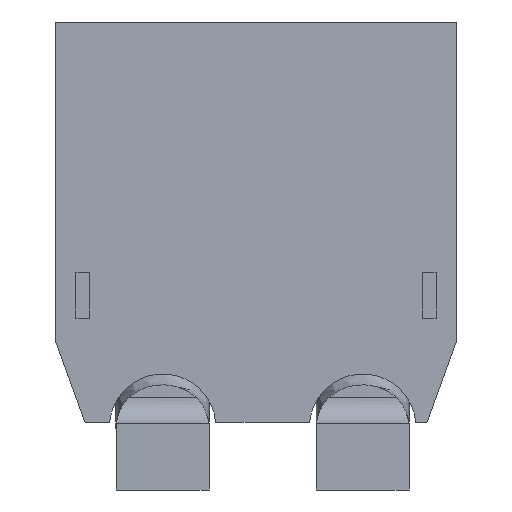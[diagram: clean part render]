
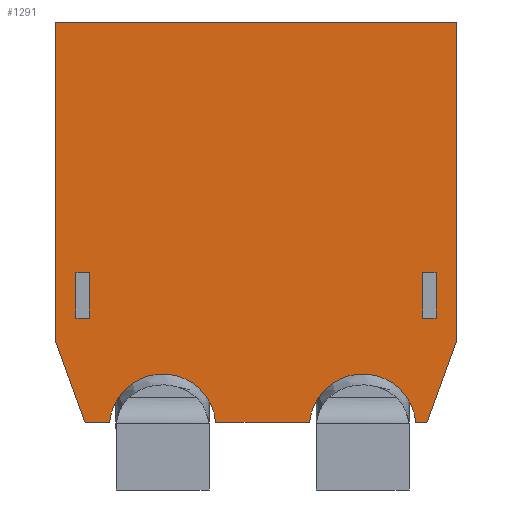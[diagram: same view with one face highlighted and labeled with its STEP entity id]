
A CAD part, front view. The second image highlights one B-rep face of the part: STEP entity #1291.
In plain terms, the highlighted planar face has unit normal (0, -1, 0).
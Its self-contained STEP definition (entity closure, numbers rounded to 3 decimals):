
#13 = VECTOR ( 'NONE', #359, 1000. ) ;
#32 = EDGE_CURVE ( 'NONE', #1368, #2310, #1564, .T. ) ;
#45 = DIRECTION ( 'NONE',  ( -1., 0., 0. ) ) ;
#60 = CARTESIAN_POINT ( 'NONE',  ( 0., 0., -5. ) ) ;
#72 = VECTOR ( 'NONE', #1222, 1000. ) ;
#100 = VECTOR ( 'NONE', #1364, 1000. ) ;
#121 = CARTESIAN_POINT ( 'NONE',  ( 13.75, 0., -1.1 ) ) ;
#157 = VECTOR ( 'NONE', #1018, 1000. ) ;
#164 = ORIENTED_EDGE ( 'NONE', *, *, #773, .F. ) ;
#166 = LINE ( 'NONE', #863, #2145 ) ;
#204 = CARTESIAN_POINT ( 'NONE',  ( 0., 0., -1.1 ) ) ;
#249 = CARTESIAN_POINT ( 'NONE',  ( 0., 0., 0.6 ) ) ;
#269 = VERTEX_POINT ( 'NONE', #1007 ) ;
#277 = FACE_BOUND ( 'NONE', #1231, .T. ) ;
#300 = CARTESIAN_POINT ( 'NONE',  ( 0., 0., 0.6 ) ) ;
#311 = CARTESIAN_POINT ( 'NONE',  ( 17.102, 0., 3.775 ) ) ;
#312 = VECTOR ( 'NONE', #2368, 1000. ) ;
#317 = EDGE_CURVE ( 'NONE', #2385, #269, #2462, .T. ) ;
#326 = CARTESIAN_POINT ( 'NONE',  ( 0.75, 0., 0. ) ) ;
#346 = VECTOR ( 'NONE', #1627, 1000. ) ;
#348 = EDGE_CURVE ( 'NONE', #2392, #2362, #526, .T. ) ;
#359 = DIRECTION ( 'NONE',  ( -1., 0., 0. ) ) ;
#384 = CARTESIAN_POINT ( 'NONE',  ( 2.01, 0., -5. ) ) ;
#386 = CARTESIAN_POINT ( 'NONE',  ( 0.75, 0., 0.6 ) ) ;
#398 = ORIENTED_EDGE ( 'NONE', *, *, #2478, .T. ) ;
#407 = LINE ( 'NONE', #311, #72 ) ;
#471 = VERTEX_POINT ( 'NONE', #1279 ) ;
#504 = CARTESIAN_POINT ( 'NONE',  ( 4., 0., -5.197 ) ) ;
#526 = LINE ( 'NONE', #60, #157 ) ;
#546 = CARTESIAN_POINT ( 'NONE',  ( 15., 0., 10. ) ) ;
#561 = VECTOR ( 'NONE', #920, 1000. ) ;
#594 = CIRCLE ( 'NONE', #2001, 2. ) ;
#644 = DIRECTION ( 'NONE',  ( 0., 0., 1. ) ) ;
#683 = VECTOR ( 'NONE', #45, 1000. ) ;
#748 = EDGE_CURVE ( 'NONE', #820, #471, #2263, .T. ) ;
#752 = VECTOR ( 'NONE', #1863, 1000. ) ;
#756 = PLANE ( 'NONE',  #1620 ) ;
#773 = EDGE_CURVE ( 'NONE', #2440, #965, #1208, .T. ) ;
#774 = VERTEX_POINT ( 'NONE', #1333 ) ;
#778 = ORIENTED_EDGE ( 'NONE', *, *, #32, .F. ) ;
#807 = EDGE_CURVE ( 'NONE', #965, #2392, #1152, .T. ) ;
#820 = VERTEX_POINT ( 'NONE', #384 ) ;
#826 = CARTESIAN_POINT ( 'NONE',  ( 0., 0., 10. ) ) ;
#863 = CARTESIAN_POINT ( 'NONE',  ( 13.75, 0., 0. ) ) ;
#902 = ORIENTED_EDGE ( 'NONE', *, *, #2124, .F. ) ;
#904 = EDGE_CURVE ( 'NONE', #1263, #471, #2140, .T. ) ;
#915 = ORIENTED_EDGE ( 'NONE', *, *, #1404, .T. ) ;
#920 = DIRECTION ( 'NONE',  ( 0., 0., 1. ) ) ;
#951 = FACE_BOUND ( 'NONE', #1472, .T. ) ;
#957 = ORIENTED_EDGE ( 'NONE', *, *, #904, .T. ) ;
#958 = DIRECTION ( 'NONE',  ( -1., 0., 0. ) ) ;
#965 = VERTEX_POINT ( 'NONE', #1821 ) ;
#967 = EDGE_CURVE ( 'NONE', #1002, #1562, #1509, .T. ) ;
#970 = CARTESIAN_POINT ( 'NONE',  ( -3.857, 0., 8.596 ) ) ;
#975 = CARTESIAN_POINT ( 'NONE',  ( 0., 0., -1.1 ) ) ;
#990 = ORIENTED_EDGE ( 'NONE', *, *, #748, .F. ) ;
#1002 = VERTEX_POINT ( 'NONE', #1420 ) ;
#1007 = CARTESIAN_POINT ( 'NONE',  ( 0., 0., 10. ) ) ;
#1018 = DIRECTION ( 'NONE',  ( -1., 0., 0. ) ) ;
#1082 = VERTEX_POINT ( 'NONE', #2463 ) ;
#1083 = LINE ( 'NONE', #326, #561 ) ;
#1099 = CARTESIAN_POINT ( 'NONE',  ( 13.75, 0., 0.6 ) ) ;
#1108 = VECTOR ( 'NONE', #1979, 1000. ) ;
#1133 = CARTESIAN_POINT ( 'NONE',  ( 1.25, 0., -1.1 ) ) ;
#1145 = EDGE_CURVE ( 'NONE', #1368, #1707, #1083, .T. ) ;
#1152 = CIRCLE ( 'NONE', #1771, 2. ) ;
#1165 = CARTESIAN_POINT ( 'NONE',  ( 0., 0., -5. ) ) ;
#1203 = FACE_OUTER_BOUND ( 'NONE', #2536, .T. ) ;
#1208 = LINE ( 'NONE', #1165, #1671 ) ;
#1222 = DIRECTION ( 'NONE',  ( 0.342, 0., 0.94 ) ) ;
#1231 = EDGE_LOOP ( 'NONE', ( #1729, #915, #902, #778 ) ) ;
#1247 = DIRECTION ( 'NONE',  ( 0., -1., 0. ) ) ;
#1261 = CARTESIAN_POINT ( 'NONE',  ( 15., 0., 10. ) ) ;
#1262 = VECTOR ( 'NONE', #2450, 1000. ) ;
#1263 = VERTEX_POINT ( 'NONE', #1903 ) ;
#1279 = CARTESIAN_POINT ( 'NONE',  ( 1.092, 0., -5. ) ) ;
#1291 = ADVANCED_FACE ( 'NONE', ( #277, #951, #1203 ), #756, .T. ) ;
#1333 = CARTESIAN_POINT ( 'NONE',  ( 15., 0., -2. ) ) ;
#1348 = CARTESIAN_POINT ( 'NONE',  ( 0., 0., 10. ) ) ;
#1364 = DIRECTION ( 'NONE',  ( -1., 0., 0. ) ) ;
#1368 = VERTEX_POINT ( 'NONE', #1660 ) ;
#1396 = LINE ( 'NONE', #249, #346 ) ;
#1404 = EDGE_CURVE ( 'NONE', #1707, #1082, #1790, .T. ) ;
#1417 = VERTEX_POINT ( 'NONE', #121 ) ;
#1420 = CARTESIAN_POINT ( 'NONE',  ( 14.25, 0., -1.1 ) ) ;
#1437 = ORIENTED_EDGE ( 'NONE', *, *, #348, .F. ) ;
#1442 = ORIENTED_EDGE ( 'NONE', *, *, #967, .F. ) ;
#1463 = DIRECTION ( 'NONE',  ( 0., 0., -1. ) ) ;
#1469 = DIRECTION ( 'NONE',  ( 0., 0., -1. ) ) ;
#1472 = EDGE_LOOP ( 'NONE', ( #398, #2032, #2066, #1442 ) ) ;
#1509 = LINE ( 'NONE', #1622, #1914 ) ;
#1513 = CARTESIAN_POINT ( 'NONE',  ( 9.51, 0., -5. ) ) ;
#1525 = DIRECTION ( 'NONE',  ( 0., -1., 0. ) ) ;
#1529 = DIRECTION ( 'NONE',  ( 0., 0., -1. ) ) ;
#1541 = DIRECTION ( 'NONE',  ( 0., 0., -1. ) ) ;
#1562 = VERTEX_POINT ( 'NONE', #1730 ) ;
#1564 = LINE ( 'NONE', #204, #1108 ) ;
#1607 = LINE ( 'NONE', #1261, #2082 ) ;
#1620 = AXIS2_PLACEMENT_3D ( 'NONE', #1348, #1936, #1541 ) ;
#1622 = CARTESIAN_POINT ( 'NONE',  ( 14.25, 0., 0. ) ) ;
#1627 = DIRECTION ( 'NONE',  ( -1., 0., 0. ) ) ;
#1660 = CARTESIAN_POINT ( 'NONE',  ( 0.75, 0., -1.1 ) ) ;
#1661 = LINE ( 'NONE', #2163, #2192 ) ;
#1671 = VECTOR ( 'NONE', #958, 1000. ) ;
#1707 = VERTEX_POINT ( 'NONE', #386 ) ;
#1729 = ORIENTED_EDGE ( 'NONE', *, *, #1145, .T. ) ;
#1730 = CARTESIAN_POINT ( 'NONE',  ( 14.25, 0., 0.6 ) ) ;
#1771 = AXIS2_PLACEMENT_3D ( 'NONE', #2330, #1525, #1964 ) ;
#1790 = LINE ( 'NONE', #300, #1262 ) ;
#1791 = ORIENTED_EDGE ( 'NONE', *, *, #807, .F. ) ;
#1821 = CARTESIAN_POINT ( 'NONE',  ( 13.49, 0., -5. ) ) ;
#1856 = DIRECTION ( 'NONE',  ( 0., 0., -1. ) ) ;
#1863 = DIRECTION ( 'NONE',  ( 0., 0., 1. ) ) ;
#1903 = CARTESIAN_POINT ( 'NONE',  ( 0., 0., -2. ) ) ;
#1914 = VECTOR ( 'NONE', #644, 1000. ) ;
#1933 = EDGE_CURVE ( 'NONE', #1562, #2265, #1396, .T. ) ;
#1935 = CARTESIAN_POINT ( 'NONE',  ( 13.908, 0., -5. ) ) ;
#1936 = DIRECTION ( 'NONE',  ( 0., -1., 0. ) ) ;
#1941 = ORIENTED_EDGE ( 'NONE', *, *, #2502, .T. ) ;
#1964 = DIRECTION ( 'NONE',  ( 0., 0., -1. ) ) ;
#1969 = ORIENTED_EDGE ( 'NONE', *, *, #1987, .T. ) ;
#1979 = DIRECTION ( 'NONE',  ( 1., 0., 0. ) ) ;
#1987 = EDGE_CURVE ( 'NONE', #2440, #774, #407, .T. ) ;
#2001 = AXIS2_PLACEMENT_3D ( 'NONE', #504, #1247, #1856 ) ;
#2032 = ORIENTED_EDGE ( 'NONE', *, *, #2120, .F. ) ;
#2066 = ORIENTED_EDGE ( 'NONE', *, *, #1933, .F. ) ;
#2070 = ORIENTED_EDGE ( 'NONE', *, *, #2248, .F. ) ;
#2082 = VECTOR ( 'NONE', #1469, 1000. ) ;
#2089 = ORIENTED_EDGE ( 'NONE', *, *, #317, .T. ) ;
#2120 = EDGE_CURVE ( 'NONE', #2265, #1417, #166, .T. ) ;
#2124 = EDGE_CURVE ( 'NONE', #2310, #1082, #2201, .T. ) ;
#2127 = CARTESIAN_POINT ( 'NONE',  ( 5.99, 0., -5. ) ) ;
#2140 = LINE ( 'NONE', #970, #312 ) ;
#2144 = EDGE_CURVE ( 'NONE', #2385, #774, #1607, .T. ) ;
#2145 = VECTOR ( 'NONE', #1463, 1000. ) ;
#2163 = CARTESIAN_POINT ( 'NONE',  ( 0., 0., 10. ) ) ;
#2192 = VECTOR ( 'NONE', #1529, 1000. ) ;
#2201 = LINE ( 'NONE', #2441, #752 ) ;
#2248 = EDGE_CURVE ( 'NONE', #2362, #820, #594, .T. ) ;
#2263 = LINE ( 'NONE', #2337, #13 ) ;
#2265 = VERTEX_POINT ( 'NONE', #1099 ) ;
#2271 = ORIENTED_EDGE ( 'NONE', *, *, #2144, .F. ) ;
#2310 = VERTEX_POINT ( 'NONE', #1133 ) ;
#2330 = CARTESIAN_POINT ( 'NONE',  ( 11.5, 0., -5.197 ) ) ;
#2337 = CARTESIAN_POINT ( 'NONE',  ( 0., 0., -5. ) ) ;
#2362 = VERTEX_POINT ( 'NONE', #2127 ) ;
#2368 = DIRECTION ( 'NONE',  ( 0.342, 0., -0.94 ) ) ;
#2385 = VERTEX_POINT ( 'NONE', #546 ) ;
#2392 = VERTEX_POINT ( 'NONE', #1513 ) ;
#2440 = VERTEX_POINT ( 'NONE', #1935 ) ;
#2441 = CARTESIAN_POINT ( 'NONE',  ( 1.25, 0., 0. ) ) ;
#2450 = DIRECTION ( 'NONE',  ( 1., 0., 0. ) ) ;
#2461 = LINE ( 'NONE', #975, #100 ) ;
#2462 = LINE ( 'NONE', #826, #683 ) ;
#2463 = CARTESIAN_POINT ( 'NONE',  ( 1.25, 0., 0.6 ) ) ;
#2478 = EDGE_CURVE ( 'NONE', #1002, #1417, #2461, .T. ) ;
#2502 = EDGE_CURVE ( 'NONE', #269, #1263, #1661, .T. ) ;
#2536 = EDGE_LOOP ( 'NONE', ( #2070, #1437, #1791, #164, #1969, #2271, #2089, #1941, #957, #990 ) ) ;
